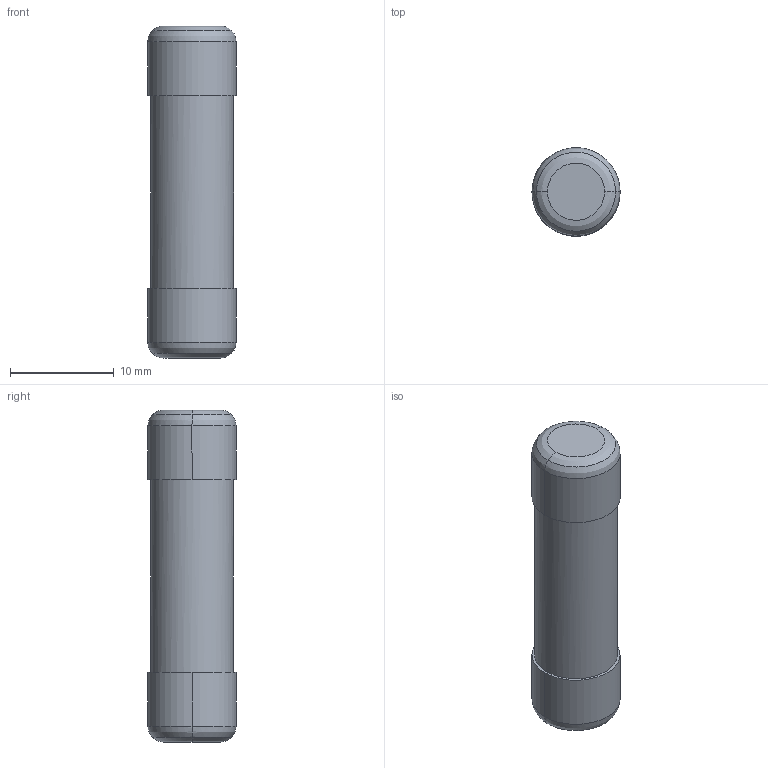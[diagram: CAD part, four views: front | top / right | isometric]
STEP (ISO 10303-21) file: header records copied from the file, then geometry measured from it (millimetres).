
FILE_DESCRIPTION((''),'2;1');
FILE_NAME('CH8X32_ASM.stp','2025-07-18T10:02:00',('User'),( 'SDRC'),'I-DEAS Master Series 9','UNIX','Yes');
FILE_SCHEMA(('CONFIG_CONTROL_DESIGN', 'GEOMETRIC_VALIDATION_PROPERTIES_MIM','SHAPE_APPEARANCE_LAYER_MIM'));
Length unit declared in the file: millimetre
Assembly tree (5 placements, depth 0):
Bounding box: 8.5 x 8.5 x 32 mm (x, y, z)
Volume: 1681.4 mm3; surface area: 1117.8 mm2
Topology: 3 solids, 3 shells, 19 faces, 31 edges, 18 vertices
Faces by surface type: bspline 19
Entity records: 1999 total; most frequent: CARTESIAN_POINT 924, ORIENTED_EDGE 62, PERSON 58, ORGANIZATION 58, PERSON_AND_ORGANIZATION 58, CALENDAR_DATE 40, COORDINATED_UNIVERSAL_TIME_OFFSET 40, LOCAL_TIME 40
